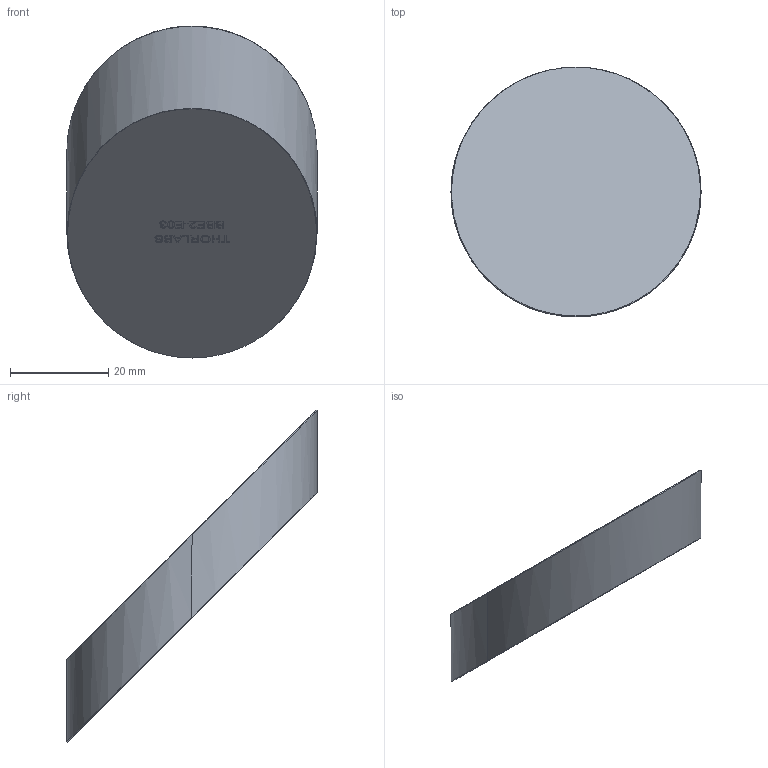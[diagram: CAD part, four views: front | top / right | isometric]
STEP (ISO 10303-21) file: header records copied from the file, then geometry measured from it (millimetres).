
FILE_DESCRIPTION (( 'STEP AP203' ), '1' );
FILE_NAME ('21940-E0W.STEP', '2018-03-19T13:43:56', ( 'admin' ), ( '' ), 'SwSTEP 2.0', 'SolidWorks 2016', '' );
FILE_SCHEMA (( 'CONFIG_CONTROL_DESIGN' ));
Length unit declared in the file: inch
Products named in the file (1): 21940-E0W
Bounding box: 50.8 x 50.8 x 67.42 mm (x, y, z)
Volume: 34392.4 mm3; surface area: 8402.6 mm2
Topology: 1 solids, 1 shells, 241 faces, 639 edges, 426 vertices
Faces by surface type: plane 140, bspline 99, cylinder 2
Entity records: 16194 total; most frequent: CARTESIAN_POINT 10818, ORIENTED_EDGE 1278, DIRECTION 719, EDGE_CURVE 639, VECTOR 433, LINE 433, VERTEX_POINT 426, EDGE_LOOP 267
